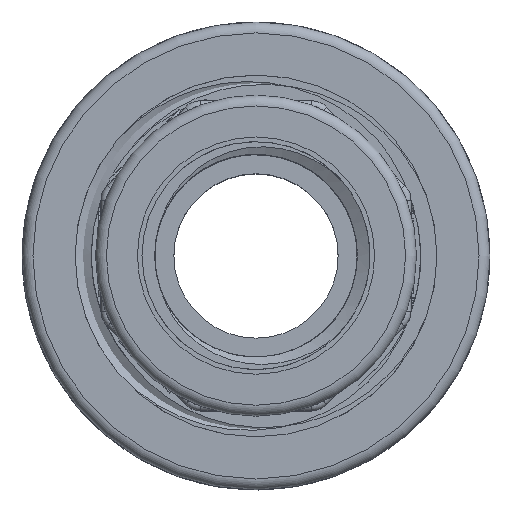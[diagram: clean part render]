
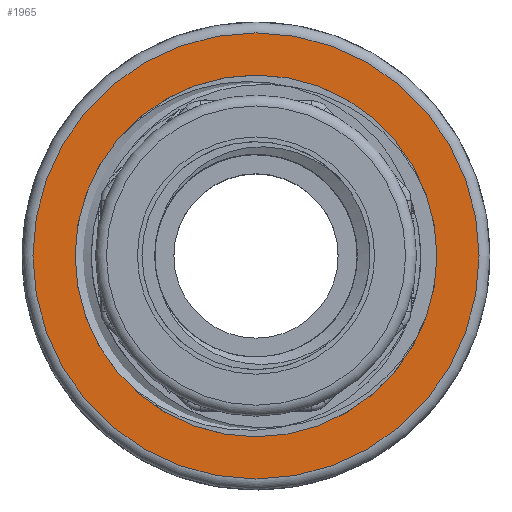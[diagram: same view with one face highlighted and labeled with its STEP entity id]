
A CAD part, top view. The second image highlights one B-rep face of the part: STEP entity #1965.
In plain terms, the highlighted planar face has unit normal (0, 0, 1).
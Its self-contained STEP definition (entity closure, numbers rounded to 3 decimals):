
#1965=ADVANCED_FACE('',(#5390,#5391),#3433,.T.);
#3433=PLANE('',#28544);
#5390=FACE_BOUND('',#5613,.T.);
#5391=FACE_BOUND('',#5614,.T.);
#5613=EDGE_LOOP('',(#7854));
#5614=EDGE_LOOP('',(#7855));
#7265=CIRCLE('',#28542,16.625);
#7266=CIRCLE('',#28543,20.5);
#7854=ORIENTED_EDGE('',*,*,#18513,.T.);
#7855=ORIENTED_EDGE('',*,*,#18514,.T.);
#15825=VERTEX_POINT('',#37982);
#15826=VERTEX_POINT('',#37984);
#18513=EDGE_CURVE('',#15825,#15825,#7265,.T.);
#18514=EDGE_CURVE('',#15826,#15826,#7266,.T.);
#28542=AXIS2_PLACEMENT_3D('',#37981,#30339,#30340);
#28543=AXIS2_PLACEMENT_3D('',#37983,#30341,#30342);
#28544=AXIS2_PLACEMENT_3D('',#37985,#30343,#30344);
#30339=DIRECTION('',(0.,0.,-1.));
#30340=DIRECTION('',(1.,0.,0.));
#30341=DIRECTION('',(0.,0.,1.));
#30342=DIRECTION('',(1.,0.,0.));
#30343=DIRECTION('',(0.,0.,1.));
#30344=DIRECTION('',(-1.,0.,0.));
#37981=CARTESIAN_POINT('',(-10.,-8.,13.1));
#37982=CARTESIAN_POINT('',(6.624,-8.,13.1));
#37983=CARTESIAN_POINT('',(-10.,-8.,13.1));
#37984=CARTESIAN_POINT('',(10.5,-8.,13.1));
#37985=CARTESIAN_POINT('',(-10.,-8.,13.1));
